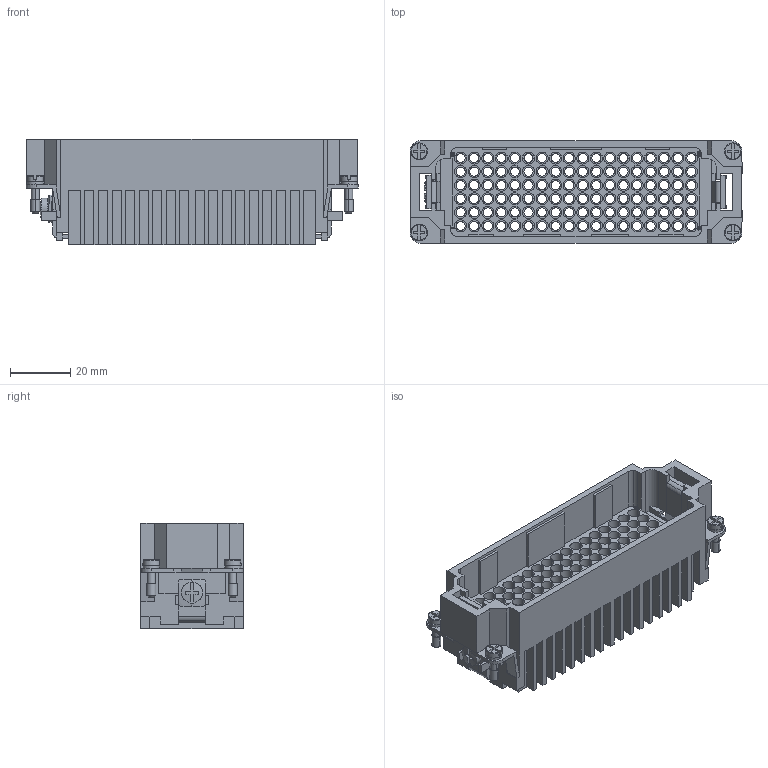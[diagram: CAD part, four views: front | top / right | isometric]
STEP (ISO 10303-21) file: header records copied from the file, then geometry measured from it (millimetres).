
FILE_DESCRIPTION((''),'2;1');
FILE_NAME('CDDM 108.stp','2006-12-14T14:37:02',('gembarski'),(''),'Autodesk Inventor 7','Autodesk Inventor 7','');
FILE_SCHEMA(('AUTOMOTIVE_DESIGN { 1 0 10303 214 1 1 1 1 }'));
Length unit declared in the file: millimetre
Products named in the file (1): CDDM 108
Bounding box: 110.1 x 34 x 35.01 mm (x, y, z)
Volume: 40263.4 mm3; surface area: 53847.6 mm2
Topology: 1 solids, 1 shells, 1707 faces, 4244 edges, 2785 vertices
Faces by surface type: cylinder 710, plane 627, bspline 354, torus 8, cone 4, sphere 4
Entity records: 52922 total; most frequent: CARTESIAN_POINT 11757, ORIENTED_EDGE 8496, DIRECTION 8251, EDGE_CURVE 4248, AXIS2_PLACEMENT_3D 2917, VERTEX_POINT 2785, VECTOR 2417, LINE 2417
